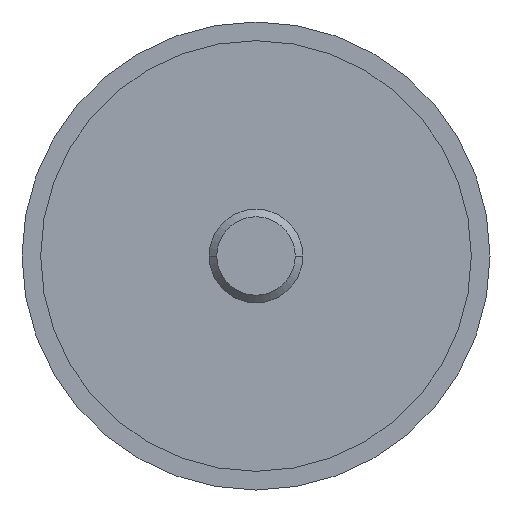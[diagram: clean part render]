
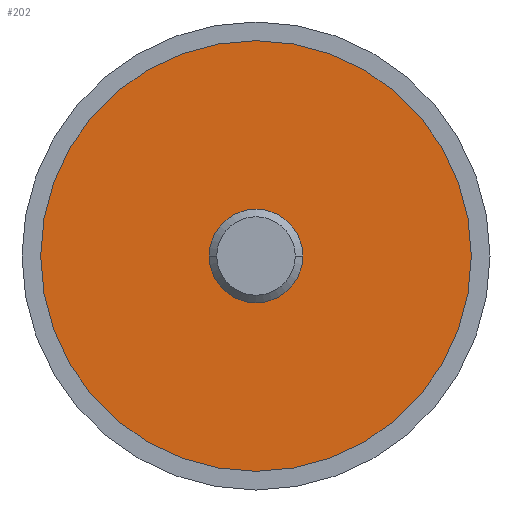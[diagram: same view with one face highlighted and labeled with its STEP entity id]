
A CAD part, front view. The second image highlights one B-rep face of the part: STEP entity #202.
In plain terms, the highlighted planar face has unit normal (0, -1, 0).
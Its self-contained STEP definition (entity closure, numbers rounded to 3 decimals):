
#164=EDGE_CURVE('',#274,#270,#410,.T.);
#186=EDGE_CURVE('',#270,#274,#435,.T.);
#202=ADVANCED_FACE('',(#453,#454),#455,.T.);
#260=VERTEX_POINT('',#524);
#270=VERTEX_POINT('',#536);
#274=VERTEX_POINT('',#540);
#288=EDGE_CURVE('',#370,#260,#555,.T.);
#294=EDGE_CURVE('',#260,#370,#561,.T.);
#370=VERTEX_POINT('',#647);
#410=CIRCLE('',#685,5.0);
#435=CIRCLE('',#717,5.0);
#453=FACE_BOUND('',#739,.T.);
#454=FACE_OUTER_BOUND('',#740,.T.);
#455=PLANE('',#741);
#524=CARTESIAN_POINT('',(23.0,0.0,0.0));
#536=CARTESIAN_POINT('',(-5.0,0.0,0.));
#540=CARTESIAN_POINT('',(5.0,0.0,0.));
#555=CIRCLE('',#865,23.0);
#561=CIRCLE('',#875,23.0);
#647=CARTESIAN_POINT('',(-23.0,0.0,0.));
#685=AXIS2_PLACEMENT_3D('',#1000,#1001,#1002);
#717=AXIS2_PLACEMENT_3D('',#1040,#1041,#1042);
#739=EDGE_LOOP('',(#1065,#1066));
#740=EDGE_LOOP('',(#1067,#1068));
#741=AXIS2_PLACEMENT_3D('',#1069,#1070,#1071);
#865=AXIS2_PLACEMENT_3D('',#1203,#1204,#1205);
#875=AXIS2_PLACEMENT_3D('',#1210,#1211,#1212);
#1000=CARTESIAN_POINT('',(0.0,0.0,0.0));
#1001=DIRECTION('',(-0.0,1.0,0.0));
#1002=DIRECTION('',(1.0,0.0,0.0));
#1040=CARTESIAN_POINT('',(0.0,0.0,0.0));
#1041=DIRECTION('',(-0.0,1.0,0.0));
#1042=DIRECTION('',(1.0,0.0,0.0));
#1065=ORIENTED_EDGE('',*,*,#186,.T.);
#1066=ORIENTED_EDGE('',*,*,#164,.T.);
#1067=ORIENTED_EDGE('',*,*,#294,.T.);
#1068=ORIENTED_EDGE('',*,*,#288,.T.);
#1069=CARTESIAN_POINT('',(0.0,0.0,0.0));
#1070=DIRECTION('',(0.0,-1.0,0.0));
#1071=DIRECTION('',(-1.0,0.0,0.0));
#1203=CARTESIAN_POINT('',(0.0,0.0,0.0));
#1204=DIRECTION('',(0.0,-1.0,0.0));
#1205=DIRECTION('',(1.0,0.0,0.0));
#1210=CARTESIAN_POINT('',(0.0,0.0,0.0));
#1211=DIRECTION('',(0.0,-1.0,0.0));
#1212=DIRECTION('',(1.0,0.0,0.0));
